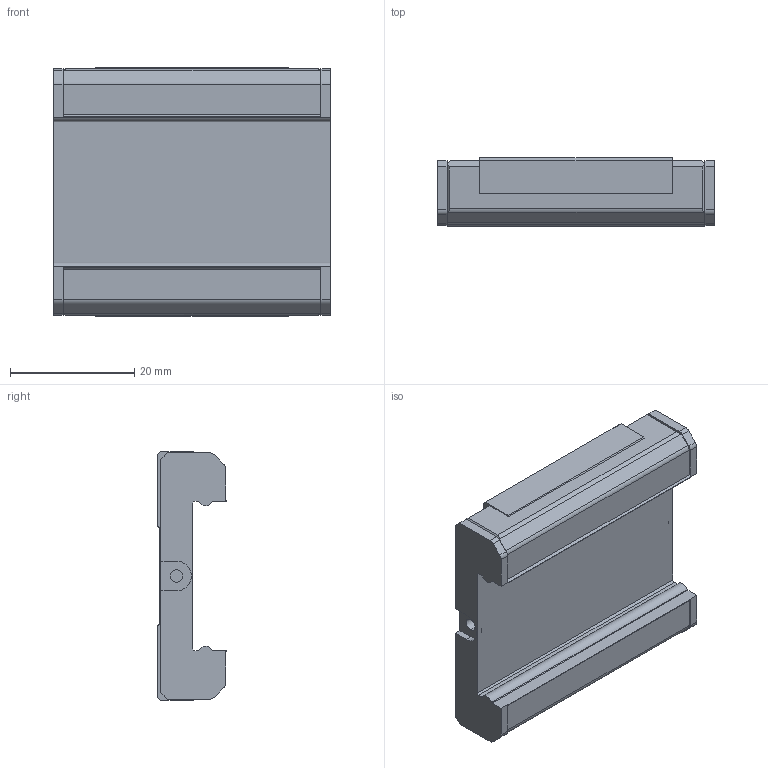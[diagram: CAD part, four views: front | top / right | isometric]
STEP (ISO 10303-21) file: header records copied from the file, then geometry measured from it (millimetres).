
FILE_DESCRIPTION (( 'STEP AP214' ), '1' );
FILE_NAME ('SRS12WMSS, Føringsvogn, Bondy.STEP', '2020-06-15T08:21:48', ( '' ), ( '' ), 'SwSTEP 2.0', 'SolidWorks 2020', '' );
FILE_SCHEMA (( 'AUTOMOTIVE_DESIGN' ));
Length unit declared in the file: millimetre
Products named in the file (2): SRS12WMSS, Føringsvogn, Bondy; _SRS12WMSS1 Slider
Assembly tree (1 placements, depth 2):
  SRS12WMSS, Føringsvogn, Bondy
    _SRS12WMSS1 Slider
Bounding box: 44.5 x 11 x 40 mm (x, y, z)
Volume: 12701.9 mm3; surface area: 5714.7 mm2
Topology: 1 solids, 1 shells, 125 faces, 351 edges, 226 vertices
Faces by surface type: plane 74, cylinder 35, cone 16
Entity records: 4021 total; most frequent: CARTESIAN_POINT 710, ORIENTED_EDGE 686, DIRECTION 679, EDGE_CURVE 343, VECTOR 257, LINE 257, VERTEX_POINT 226, AXIS2_PLACEMENT_3D 211
